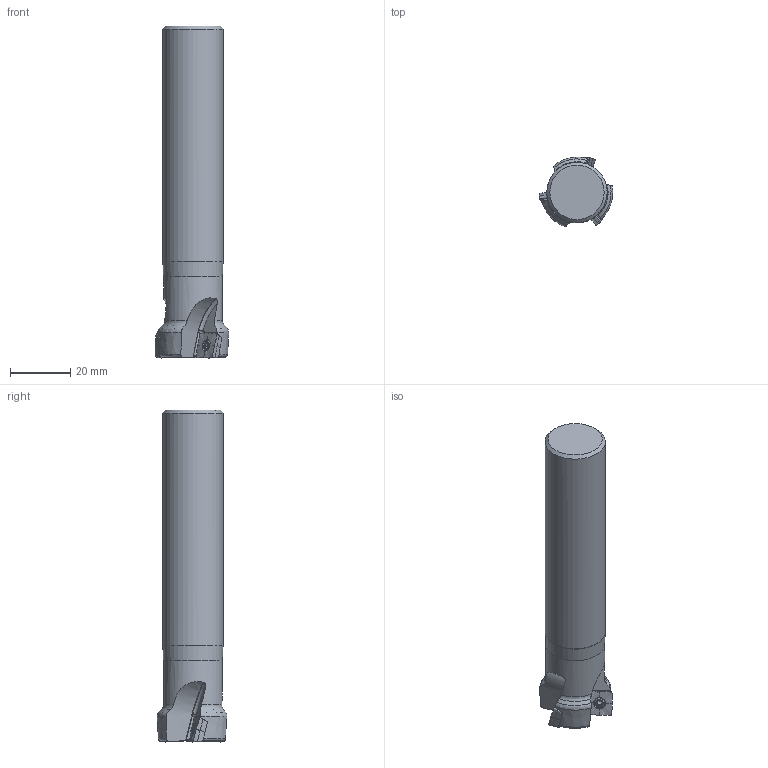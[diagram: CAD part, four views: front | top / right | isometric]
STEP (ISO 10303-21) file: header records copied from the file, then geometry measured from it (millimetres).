
FILE_DESCRIPTION(/* description */ (''),/* implementation_level */ '2;1');
FILE_NAME(/* name */ 'toolassembly_1.stp',/* time_stamp */ '2018-06-25T14:50:26+02:00',/* author */ (''),/* organization */ ('SMS'),/* preprocessor_version */ 'ST-DEVELOPER v15',/* originating_system */ 'SIEMENS PLM Software NX 8.5',/* authorisation */ '');
FILE_SCHEMA (('AUTOMOTIVE_DESIGN { 1 0 10303 214 3 1 1 1 }'));
Length unit declared in the file: millimetre
Products named in the file (4): ASSEMBLY_CONSTRUCTION; CUT_20180625144955; NOCUT_20180625144952; TOOLASSEMBLY_1
Assembly tree (5 placements, depth 2):
  TOOLASSEMBLY_1
    NOCUT_20180625144952
    CUT_20180625144955  x3
    ASSEMBLY_CONSTRUCTION
Bounding box: 24.34 x 23.09 x 110 mm (x, y, z)
Volume: 33122.2 mm3; surface area: 8620.8 mm2
Topology: 4 solids, 4 shells, 264 faces, 744 edges, 497 vertices
Faces by surface type: plane 95, bspline 42, cone 38, extrusion 36, torus 29, cylinder 17, sphere 6, revolution 1
Full cylindrical faces by diameter (mm): 2.5 x3, 2.8 x3, 3.45 x3, 19.494 x1, 20 x1
Entity records: 18772 total; most frequent: CARTESIAN_POINT 13421, ORIENTED_EDGE 1122, DIRECTION 982, EDGE_CURVE 561, AXIS2_PLACEMENT_3D 408, VERTEX_POINT 377, EDGE_LOOP 255, B_SPLINE_CURVE_WITH_KNOTS 240
